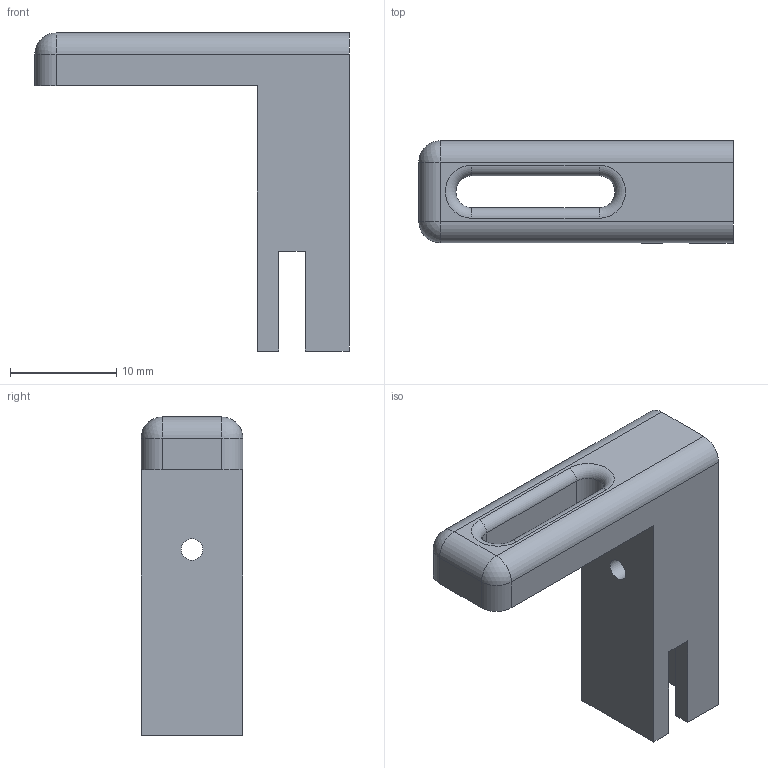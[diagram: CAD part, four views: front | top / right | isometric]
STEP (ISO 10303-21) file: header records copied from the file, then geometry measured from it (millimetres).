
FILE_DESCRIPTION(/* description */ (''),/* implementation_level */ '2;1');
FILE_NAME(/* name */ 'NF Sunrise Cobra v61.step',/* time_stamp */ '2022-01-29T15:35:37+03:00',/* author */ (''),/* organization */ (''),/* preprocessor_version */ 'ST-DEVELOPER v18.1',/* originating_system */ 'Autodesk Translation Framework v10.13.0.1454',/* authorisation */ '');
FILE_SCHEMA (('AUTOMOTIVE_DESIGN { 1 0 10303 214 3 1 1 }'));
Length unit declared in the file: millimetre
Products named in the file (3): NF Sunrise Cobra; Plate Bltouch Mount; Направляющая 
для проводов
Assembly tree (2 placements, depth 3):
  NF Sunrise Cobra
    Plate Bltouch Mount
      Направляющая 
для проводов
Bounding box: 29.65 x 9.6 x 30 mm (x, y, z)
Volume: 2495.6 mm3; surface area: 2302.1 mm2
Topology: 1 solids, 1 shells, 39 faces, 97 edges, 60 vertices
Faces by surface type: plane 20, cylinder 13, torus 4, sphere 2
Full cylindrical faces by diameter (mm): 2.05 x2
Entity records: 1234 total; most frequent: DIRECTION 215, CARTESIAN_POINT 201, ORIENTED_EDGE 194, EDGE_CURVE 97, AXIS2_PLACEMENT_3D 74, LINE 67, VECTOR 67, VERTEX_POINT 60
